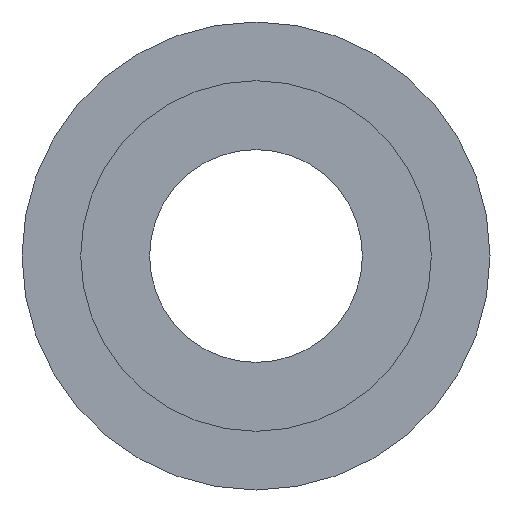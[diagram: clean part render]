
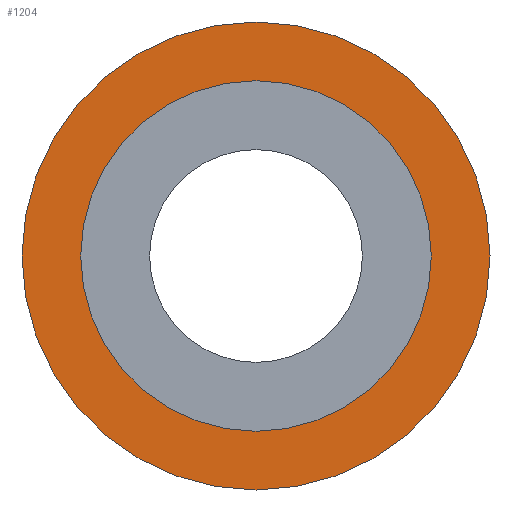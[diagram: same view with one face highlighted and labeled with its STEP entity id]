
A CAD part, left-side view. The second image highlights one B-rep face of the part: STEP entity #1204.
In plain terms, the highlighted planar face has unit normal (-1, 0, 0).
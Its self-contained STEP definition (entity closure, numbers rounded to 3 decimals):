
#130=CARTESIAN_POINT('',(-40.0,20.6,0.0));
#131=VERTEX_POINT('',#130);
#140=CARTESIAN_POINT('',(-40.0,-20.6,0.));
#141=VERTEX_POINT('',#140);
#142=CARTESIAN_POINT('',(-40.0,0.0,0.0));
#143=DIRECTION('',(1.0,0.0,0.0));
#144=DIRECTION('',(0.0,1.0,0.0));
#145=AXIS2_PLACEMENT_3D('',#142,#143,#144);
#146=CIRCLE('',#145,20.6);
#147=EDGE_CURVE('',#141,#131,#146,.T.);
#359=CARTESIAN_POINT('',(-40.0,27.5,0.0));
#360=VERTEX_POINT('',#359);
#369=CARTESIAN_POINT('',(-40.0,-27.5,0.));
#370=VERTEX_POINT('',#369);
#371=CARTESIAN_POINT('',(-40.0,0.0,0.0));
#372=DIRECTION('',(1.0,0.0,0.0));
#373=DIRECTION('',(0.0,1.0,0.0));
#374=AXIS2_PLACEMENT_3D('',#371,#372,#373);
#375=CIRCLE('',#374,27.5);
#376=EDGE_CURVE('',#360,#370,#375,.T.);
#1028=CARTESIAN_POINT('',(-40.0,0.0,0.0));
#1029=DIRECTION('',(1.0,0.0,0.0));
#1030=DIRECTION('',(0.0,1.0,0.0));
#1031=AXIS2_PLACEMENT_3D('',#1028,#1029,#1030);
#1032=CIRCLE('',#1031,27.5);
#1033=EDGE_CURVE('',#370,#360,#1032,.T.);
#1181=CARTESIAN_POINT('',(-40.0,0.0,0.0));
#1182=DIRECTION('',(1.0,0.0,0.0));
#1183=DIRECTION('',(0.0,1.0,0.0));
#1184=AXIS2_PLACEMENT_3D('',#1181,#1182,#1183);
#1185=CIRCLE('',#1184,20.6);
#1186=EDGE_CURVE('',#131,#141,#1185,.T.);
#1191=CARTESIAN_POINT('',(-40.0,24.05,0.0));
#1192=DIRECTION('',(-1.0,0.0,0.0));
#1193=DIRECTION('',(0.0,0.0,1.0));
#1194=AXIS2_PLACEMENT_3D('',#1191,#1192,#1193);
#1195=PLANE('',#1194);
#1196=ORIENTED_EDGE('',*,*,#376,.F.);
#1197=ORIENTED_EDGE('',*,*,#1033,.F.);
#1198=EDGE_LOOP('',(#1196,#1197));
#1199=FACE_OUTER_BOUND('',#1198,.T.);
#1200=ORIENTED_EDGE('',*,*,#1186,.T.);
#1201=ORIENTED_EDGE('',*,*,#147,.T.);
#1202=EDGE_LOOP('',(#1200,#1201));
#1203=FACE_BOUND('',#1202,.T.);
#1204=ADVANCED_FACE('',(#1199,#1203),#1195,.T.);
